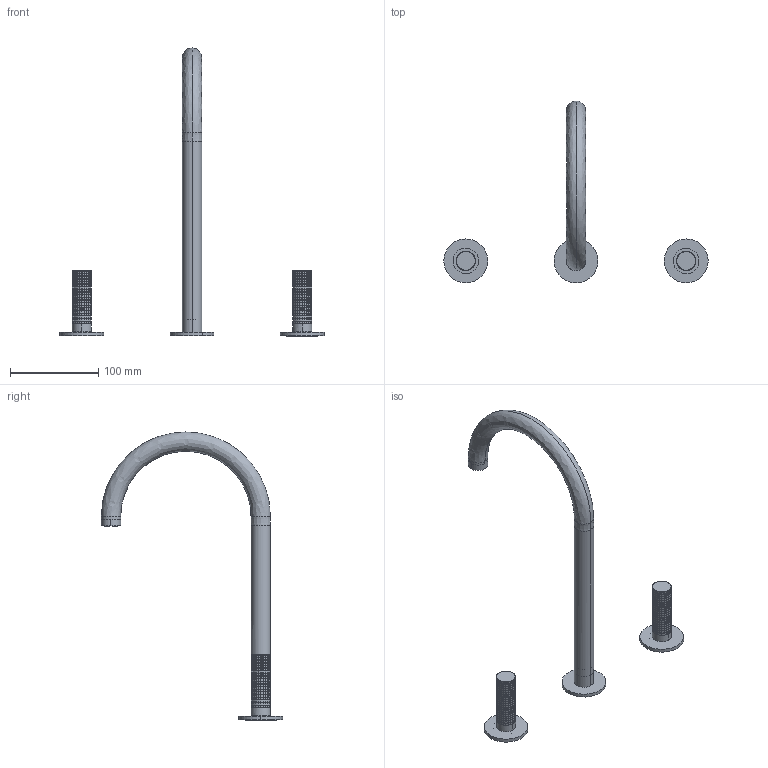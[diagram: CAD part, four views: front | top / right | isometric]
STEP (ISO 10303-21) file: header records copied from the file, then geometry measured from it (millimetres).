
FILE_DESCRIPTION(('CATIA V5 STEP Exchange','CAx-IF Rec.Pracs.--- Model Styling and Organization---1.5--- 2016-08-15','CAx-IF Rec.Pracs.---Supplemental Geometry---1.0---2011-11-01','CAx-IF Rec.Pracs.--- Composite Materials ---3.4---2017-06-13','CAx-IF Rec.Pracs.---Tessellated 3D Geometry---1.0---2015-12-17'),'2;1');
FILE_NAME('X1 00104.stp','2022-09-15T12:50:29+00:00',('none'),('none'),'CATIA Version 5-6 Release 2020 SP2','CATIA V5 STEP AP242 v2','none');
FILE_SCHEMA(('AP242_MANAGED_MODEL_BASED_3D_ENGINEERING_MIM_LF {1 0 10303 442 1 1 4}'));
Products named in the file (3): X1 00104; xx 00106 1; P47487
Assembly tree (3 placements, depth 2):
  X1 00104
    xx 00106 1
    P47487  x2
Bounding box: 299.94 x 205.9 x 327 mm (x, y, z)
Volume: 106778.6 mm3; surface area: 101066.8 mm2
Topology: 9 solids, 10 shells, 6141 faces, 14517 edges, 8555 vertices
Faces by surface type: plane 1864, cone 1799, cylinder 1315, bspline 1077, torus 48, revolution 28, extrusion 8, sphere 2
Entity records: 119409 total; most frequent: CARTESIAN_POINT 50051, ORIENTED_EDGE 19324, EDGE_CURVE 9662, B_SPLINE_CURVE_WITH_KNOTS 5864, VERTEX_POINT 5847, DIRECTION 4531, EDGE_LOOP 4185, ADVANCED_FACE 3997
